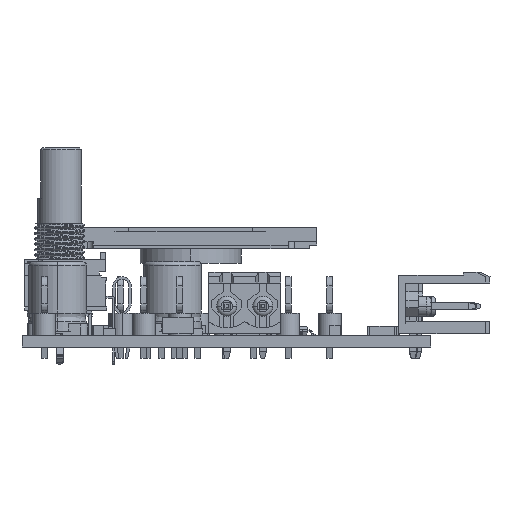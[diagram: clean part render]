
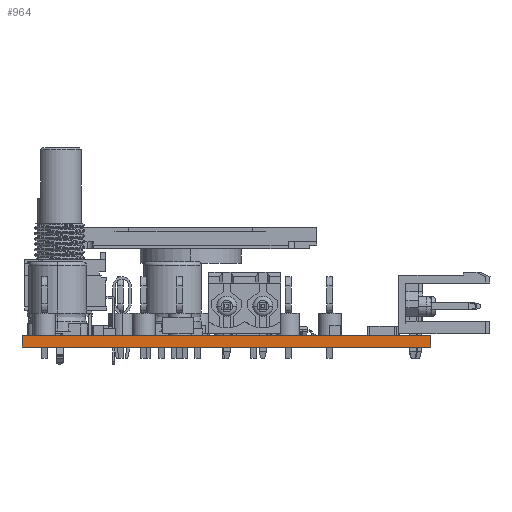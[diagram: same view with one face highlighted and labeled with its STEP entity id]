
A CAD part, left-side view. The second image highlights one B-rep face of the part: STEP entity #964.
In plain terms, the highlighted planar face has unit normal (-1, 0, 0).
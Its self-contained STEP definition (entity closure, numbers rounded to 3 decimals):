
#939 = VERTEX_POINT('',#940);
#940 = CARTESIAN_POINT('',(0.,56.61,1.606));
#946 = EDGE_CURVE('',#947,#939,#949,.T.);
#947 = VERTEX_POINT('',#948);
#948 = CARTESIAN_POINT('',(0.,56.61,0.));
#949 = LINE('',#950,#951);
#950 = CARTESIAN_POINT('',(0.,56.61,0.));
#951 = VECTOR('',#952,1.);
#952 = DIRECTION('',(0.,0.,1.));
#964 = ADVANCED_FACE('',(#965),#990,.F.);
#965 = FACE_BOUND('',#966,.F.);
#966 = EDGE_LOOP('',(#967,#968,#976,#984));
#967 = ORIENTED_EDGE('',*,*,#946,.T.);
#968 = ORIENTED_EDGE('',*,*,#969,.T.);
#969 = EDGE_CURVE('',#939,#970,#972,.T.);
#970 = VERTEX_POINT('',#971);
#971 = CARTESIAN_POINT('',(0.,0.,1.606));
#972 = LINE('',#973,#974);
#973 = CARTESIAN_POINT('',(0.,56.61,1.606));
#974 = VECTOR('',#975,1.);
#975 = DIRECTION('',(0.,-1.,0.));
#976 = ORIENTED_EDGE('',*,*,#977,.F.);
#977 = EDGE_CURVE('',#978,#970,#980,.T.);
#978 = VERTEX_POINT('',#979);
#979 = CARTESIAN_POINT('',(0.,0.,0.));
#980 = LINE('',#981,#982);
#981 = CARTESIAN_POINT('',(0.,0.,0.));
#982 = VECTOR('',#983,1.);
#983 = DIRECTION('',(0.,0.,1.));
#984 = ORIENTED_EDGE('',*,*,#985,.F.);
#985 = EDGE_CURVE('',#947,#978,#986,.T.);
#986 = LINE('',#987,#988);
#987 = CARTESIAN_POINT('',(0.,56.61,0.));
#988 = VECTOR('',#989,1.);
#989 = DIRECTION('',(0.,-1.,0.));
#990 = PLANE('',#991);
#991 = AXIS2_PLACEMENT_3D('',#992,#993,#994);
#992 = CARTESIAN_POINT('',(0.,56.61,0.));
#993 = DIRECTION('',(1.,0.,0.));
#994 = DIRECTION('',(0.,-1.,0.));
